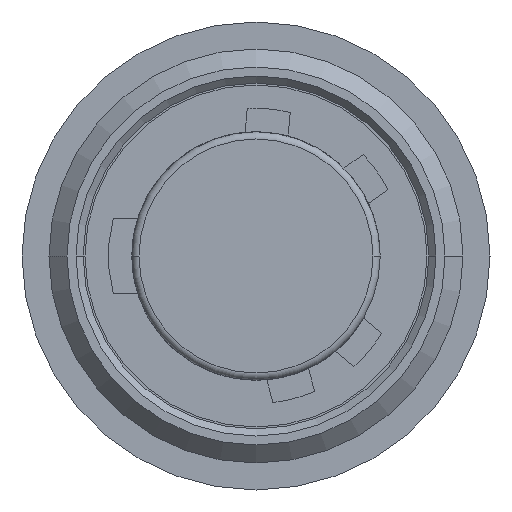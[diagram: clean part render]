
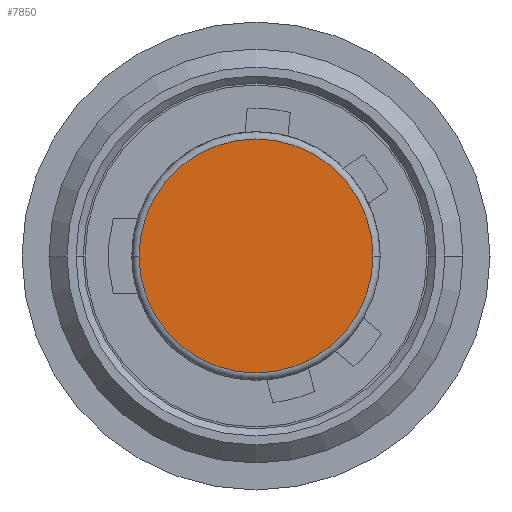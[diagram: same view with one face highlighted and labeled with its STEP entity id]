
A CAD part, left-side view. The second image highlights one B-rep face of the part: STEP entity #7850.
In plain terms, the highlighted planar face has unit normal (-1, 0, 0).
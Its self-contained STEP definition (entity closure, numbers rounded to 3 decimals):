
#7500=CARTESIAN_POINT('',(-10.8,3.25,0.));
#7510=VERTEX_POINT('',#7500);
#7610=CARTESIAN_POINT('',(-10.8,-3.25,0.));
#7620=VERTEX_POINT('',#7610);
#7650=CARTESIAN_POINT('',(-10.8,0.,0.));
#7660=DIRECTION('',(1.,0.,0.));
#7670=DIRECTION('',(0.,-1.,0.));
#7680=AXIS2_PLACEMENT_3D('',#7650,#7660,#7670);
#7690=CIRCLE('',#7680,3.25);
#7700=EDGE_CURVE('',#7510,#7620,#7690,.T.);
#7750=CARTESIAN_POINT('',(-10.8,-1.625,0.));
#7760=DIRECTION('',(1.,0.,0.));
#7770=DIRECTION('',(0.,-1.,0.));
#7780=AXIS2_PLACEMENT_3D('',#7750,#7760,#7770);
#7790=PLANE('',#7780);
#7800=EDGE_CURVE('',#7620,#7510,#7690,.T.);
#7810=ORIENTED_EDGE('',*,*,#7800,.F.);
#7820=ORIENTED_EDGE('',*,*,#7700,.F.);
#7830=EDGE_LOOP('',(#7820,#7810));
#7840=FACE_OUTER_BOUND('',#7830,.T.);
#7850=ADVANCED_FACE('',(#7840),#7790,.F.);
